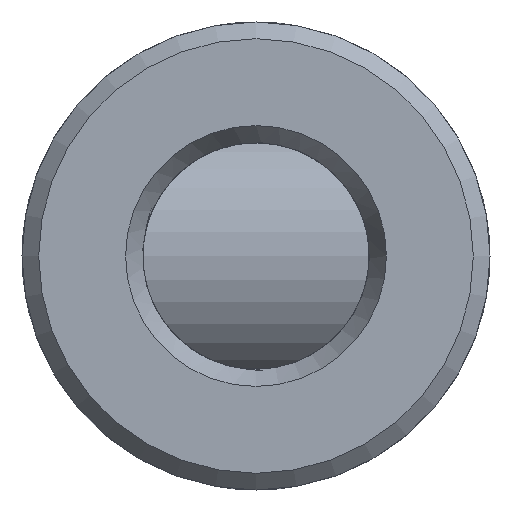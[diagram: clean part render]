
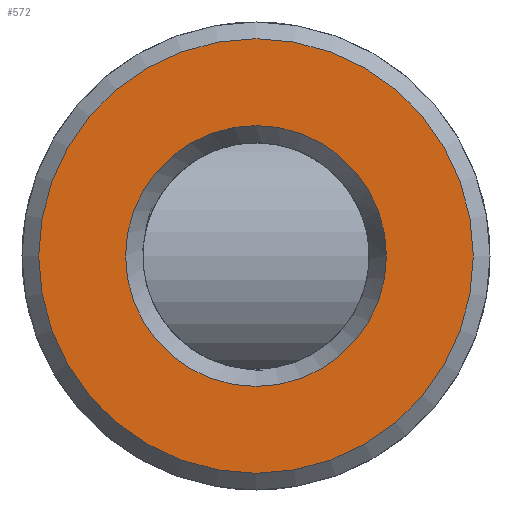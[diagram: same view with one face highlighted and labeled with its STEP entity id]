
A CAD part, left-side view. The second image highlights one B-rep face of the part: STEP entity #572.
In plain terms, the highlighted planar face has unit normal (-1, 0, 0).
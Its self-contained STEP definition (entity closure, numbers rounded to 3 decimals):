
#18=FACE_BOUND('',#94,.T.);
#30=PLANE('',#632);
#58=FACE_OUTER_BOUND('',#93,.T.);
#93=EDGE_LOOP('',(#491));
#94=EDGE_LOOP('',(#492));
#116=CIRCLE('',#631,3.902);
#117=CIRCLE('',#633,6.5);
#265=VERTEX_POINT('',#2170);
#266=VERTEX_POINT('',#2174);
#345=EDGE_CURVE('',#265,#265,#116,.T.);
#346=EDGE_CURVE('',#266,#266,#117,.T.);
#491=ORIENTED_EDGE('',*,*,#346,.F.);
#492=ORIENTED_EDGE('',*,*,#345,.F.);
#572=ADVANCED_FACE('',(#58,#18),#30,.T.);
#631=AXIS2_PLACEMENT_3D('',#2172,#748,#749);
#632=AXIS2_PLACEMENT_3D('',#2173,#750,#751);
#633=AXIS2_PLACEMENT_3D('',#2175,#752,#753);
#748=DIRECTION('center_axis',(-1.,0.,0.));
#749=DIRECTION('ref_axis',(0.,0.,1.));
#750=DIRECTION('center_axis',(-1.,0.,0.));
#751=DIRECTION('ref_axis',(0.,0.,-1.));
#752=DIRECTION('center_axis',(1.,0.,0.));
#753=DIRECTION('ref_axis',(0.,0.,1.));
#2170=CARTESIAN_POINT('',(0.,0.,-3.902));
#2172=CARTESIAN_POINT('Origin',(0.,0.,0.));
#2173=CARTESIAN_POINT('Origin',(0.,0.,0.));
#2174=CARTESIAN_POINT('',(0.,0.,-6.5));
#2175=CARTESIAN_POINT('Origin',(0.,0.,0.));
